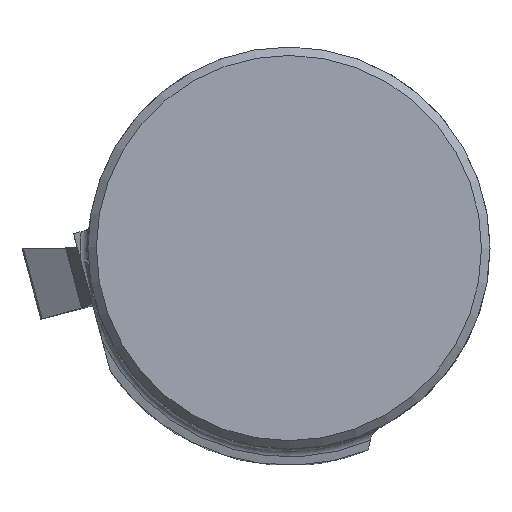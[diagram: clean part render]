
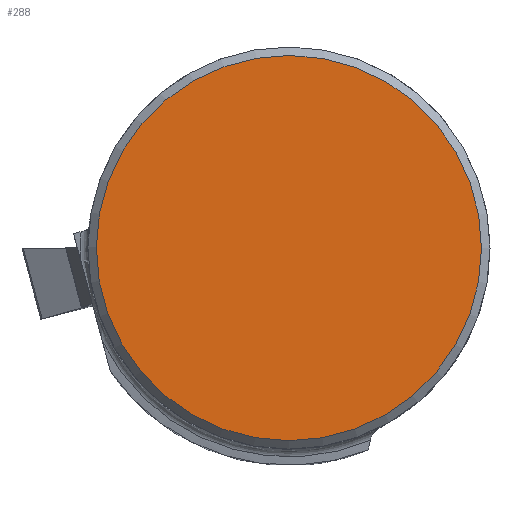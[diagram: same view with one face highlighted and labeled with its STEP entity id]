
A CAD part, top view. The second image highlights one B-rep face of the part: STEP entity #288.
In plain terms, the highlighted planar face has unit normal (0, 0, 1).
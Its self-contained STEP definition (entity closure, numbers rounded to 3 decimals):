
#213=CIRCLE('',#1968,15.325);
#288=ADVANCED_FACE('',(#420),#342,.F.);
#342=PLANE('',#1970);
#420=FACE_OUTER_BOUND('',#515,.T.);
#515=EDGE_LOOP('',(#997));
#997=ORIENTED_EDGE('',*,*,#1464,.T.);
#1226=VERTEX_POINT('',#3924);
#1464=EDGE_CURVE('',#1226,#1226,#213,.T.);
#1968=AXIS2_PLACEMENT_3D('',#3923,#2396,#2397);
#1970=AXIS2_PLACEMENT_3D('',#3926,#2400,#2401);
#2396=DIRECTION('',(0.,0.,1.));
#2397=DIRECTION('',(0.,-1.,0.));
#2400=DIRECTION('',(0.,0.,-1.));
#2401=DIRECTION('',(-1.,0.,0.));
#3923=CARTESIAN_POINT('',(0.,0.,0.));
#3924=CARTESIAN_POINT('',(0.,-15.325,0.));
#3926=CARTESIAN_POINT('',(0.,0.,0.));
